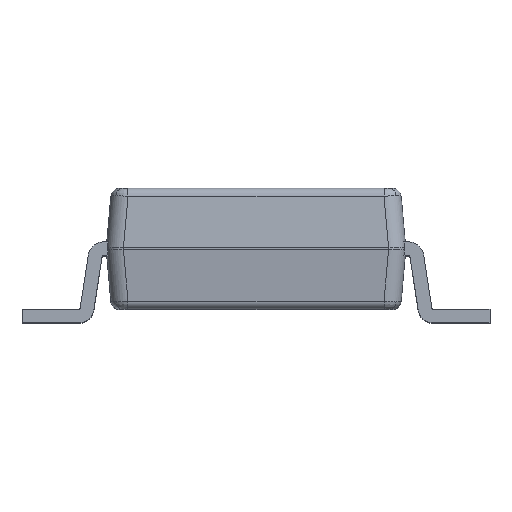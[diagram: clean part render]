
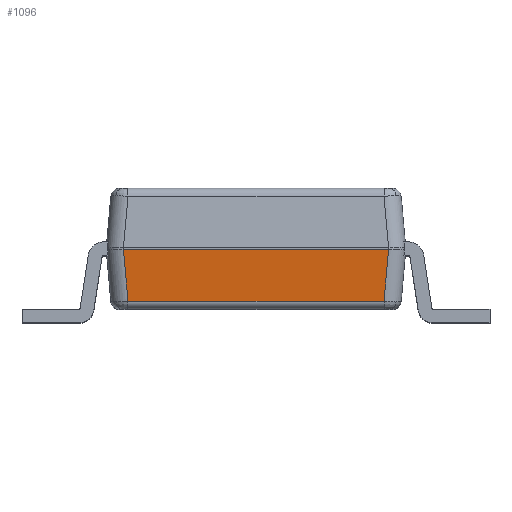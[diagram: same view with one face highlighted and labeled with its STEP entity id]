
A CAD part, top view. The second image highlights one B-rep face of the part: STEP entity #1096.
In plain terms, the highlighted planar face has unit normal (0, -0.087, 0.996).
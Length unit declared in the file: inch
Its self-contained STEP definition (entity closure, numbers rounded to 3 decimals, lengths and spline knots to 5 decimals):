
#685 = VERTEX_POINT ( 'NONE', #6193 ) ;
#1032 = VERTEX_POINT ( 'NONE', #7887 ) ;
#1033 = VERTEX_POINT ( 'NONE', #7779 ) ;
#1034 = EDGE_CURVE ( 'NONE', #1032, #1097, #7884, .T. ) ;
#1035 = ORIENTED_EDGE ( 'NONE', *, *, #1034, .T. ) ;
#1036 = EDGE_CURVE ( 'NONE', #1097, #685, #7854, .T. ) ;
#1075 = ORIENTED_EDGE ( 'NONE', *, *, #1099, .T. ) ;
#1095 = ORIENTED_EDGE ( 'NONE', *, *, #1036, .T. ) ;
#1096 = ADVANCED_FACE ( 'NONE', ( #8251 ), #8129, .T. ) ;
#1097 = VERTEX_POINT ( 'NONE', #8194 ) ;
#1098 = ORIENTED_EDGE ( 'NONE', *, *, #1100, .T. ) ;
#1099 = EDGE_CURVE ( 'NONE', #1033, #1032, #8195, .T. ) ;
#1100 = EDGE_CURVE ( 'NONE', #685, #1033, #8239, .T. ) ;
#1115 = EDGE_LOOP ( 'NONE', ( #1098, #1075, #1035, #1095 ) ) ;
#6193 = CARTESIAN_POINT ( 'NONE',  ( 0.07413, -0.03044, 0.12184 ) ) ;
#7779 = CARTESIAN_POINT ( 'NONE',  ( 0.07675, -0.00044, 0.12446 ) ) ;
#7849 = DIRECTION ( 'NONE',  ( 1., 0., 0. ) ) ;
#7851 = VECTOR ( 'NONE', #7849, 39.37008 ) ;
#7853 = CARTESIAN_POINT ( 'NONE',  ( 0.07373, -0.03044, 0.12184 ) ) ;
#7854 = LINE ( 'NONE', #7853, #7851 ) ;
#7863 = DIRECTION ( 'NONE',  ( 0.087, -0.992, -0.087 ) ) ;
#7864 = VECTOR ( 'NONE', #7863, 39.37008 ) ;
#7882 = CARTESIAN_POINT ( 'NONE',  ( -0.07686, 0.00086, 0.12458 ) ) ;
#7884 = LINE ( 'NONE', #7882, #7864 ) ;
#7887 = CARTESIAN_POINT ( 'NONE',  ( -0.07675, -0.00044, 0.12446 ) ) ;
#8129 = PLANE ( 'NONE',  #8189 ) ;
#8158 = CARTESIAN_POINT ( 'NONE',  ( -0.08675, 0., 0.1245 ) ) ;
#8189 = AXIS2_PLACEMENT_3D ( 'NONE', #8158, #8311, #8310 ) ;
#8194 = CARTESIAN_POINT ( 'NONE',  ( -0.07413, -0.03044, 0.12184 ) ) ;
#8195 = LINE ( 'NONE', #8305, #8304 ) ;
#8239 = LINE ( 'NONE', #8300, #8299 ) ;
#8251 = FACE_OUTER_BOUND ( 'NONE', #1115, .T. ) ;
#8298 = DIRECTION ( 'NONE',  ( 0.087, 0.992, 0.087 ) ) ;
#8299 = VECTOR ( 'NONE', #8298, 39.37008 ) ;
#8300 = CARTESIAN_POINT ( 'NONE',  ( 0.07556, -0.01409, 0.12327 ) ) ;
#8303 = DIRECTION ( 'NONE',  ( -1., 0., 0. ) ) ;
#8304 = VECTOR ( 'NONE', #8303, 39.37008 ) ;
#8305 = CARTESIAN_POINT ( 'NONE',  ( -0.07679, -0.00044, 0.12446 ) ) ;
#8310 = DIRECTION ( 'NONE',  ( 0., -0.996, -0.087 ) ) ;
#8311 = DIRECTION ( 'NONE',  ( 0., -0.087, 0.996 ) ) ;
